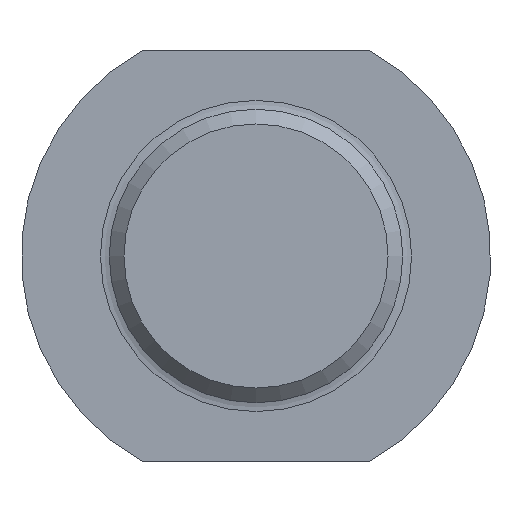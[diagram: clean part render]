
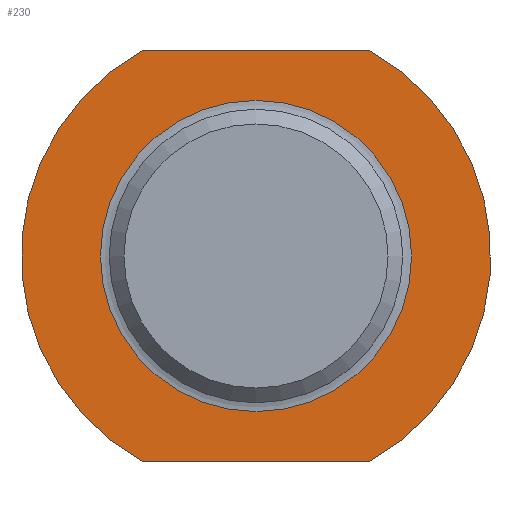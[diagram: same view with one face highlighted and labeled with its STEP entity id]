
A CAD part, front view. The second image highlights one B-rep face of the part: STEP entity #230.
In plain terms, the highlighted planar face has unit normal (0, -1, 0).
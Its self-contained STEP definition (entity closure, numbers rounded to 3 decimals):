
#24=FACE_BOUND('',#62,.T.);
#26=CIRCLE('',#265,8.);
#27=CIRCLE('',#266,8.);
#28=CIRCLE('',#267,5.3);
#47=FACE_OUTER_BOUND('',#61,.T.);
#61=EDGE_LOOP('',(#162,#163,#164,#165));
#62=EDGE_LOOP('',(#166));
#79=LINE('',#389,#92);
#80=LINE('',#394,#93);
#92=VECTOR('',#304,10.);
#93=VECTOR('',#309,10.);
#103=VERTEX_POINT('',#383);
#105=VERTEX_POINT('',#387);
#106=VERTEX_POINT('',#391);
#107=VERTEX_POINT('',#393);
#108=VERTEX_POINT('',#396);
#128=EDGE_CURVE('',#103,#105,#79,.T.);
#129=EDGE_CURVE('',#106,#105,#26,.T.);
#130=EDGE_CURVE('',#106,#107,#80,.T.);
#131=EDGE_CURVE('',#103,#107,#27,.T.);
#132=EDGE_CURVE('',#108,#108,#28,.T.);
#162=ORIENTED_EDGE('',*,*,#128,.T.);
#163=ORIENTED_EDGE('',*,*,#129,.F.);
#164=ORIENTED_EDGE('',*,*,#130,.T.);
#165=ORIENTED_EDGE('',*,*,#131,.F.);
#166=ORIENTED_EDGE('',*,*,#132,.F.);
#225=PLANE('',#264);
#230=ADVANCED_FACE('',(#47,#24),#225,.T.);
#264=AXIS2_PLACEMENT_3D('',#390,#305,#306);
#265=AXIS2_PLACEMENT_3D('',#392,#307,#308);
#266=AXIS2_PLACEMENT_3D('',#395,#310,#311);
#267=AXIS2_PLACEMENT_3D('',#397,#312,#313);
#304=DIRECTION('',(-1.,0.,0.));
#305=DIRECTION('center_axis',(0.,-1.,0.));
#306=DIRECTION('ref_axis',(0.,0.,-1.));
#307=DIRECTION('center_axis',(0.,1.,0.));
#308=DIRECTION('ref_axis',(-1.,0.,0.));
#309=DIRECTION('',(1.,0.,0.));
#310=DIRECTION('center_axis',(0.,1.,0.));
#311=DIRECTION('ref_axis',(-1.,0.,0.));
#312=DIRECTION('center_axis',(0.,-1.,0.));
#313=DIRECTION('ref_axis',(0.,0.,-1.));
#383=CARTESIAN_POINT('',(3.873,0.,7.));
#387=CARTESIAN_POINT('',(-3.873,0.,7.));
#389=CARTESIAN_POINT('',(0.,0.,7.));
#390=CARTESIAN_POINT('Origin',(0.,0.,0.));
#391=CARTESIAN_POINT('',(-3.873,0.,-7.));
#392=CARTESIAN_POINT('Origin',(0.,0.,0.));
#393=CARTESIAN_POINT('',(3.873,0.,-7.));
#394=CARTESIAN_POINT('',(0.,0.,-7.));
#395=CARTESIAN_POINT('Origin',(0.,0.,0.));
#396=CARTESIAN_POINT('',(0.,0.,5.3));
#397=CARTESIAN_POINT('Origin',(0.,0.,0.));
